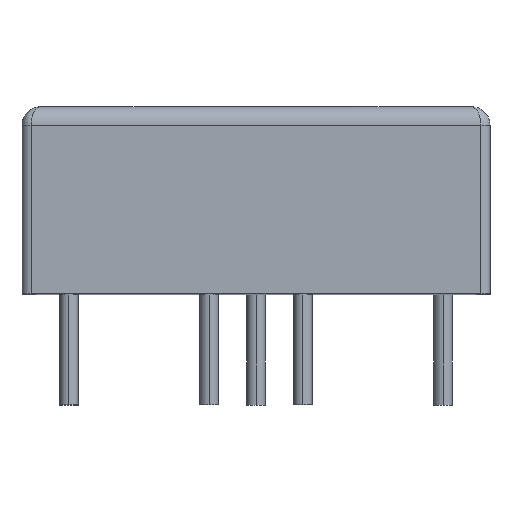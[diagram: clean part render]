
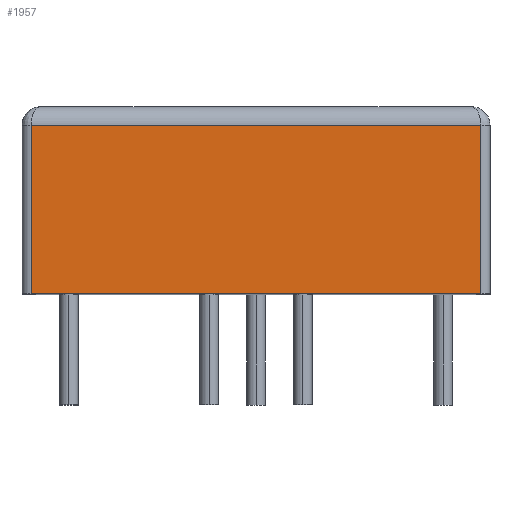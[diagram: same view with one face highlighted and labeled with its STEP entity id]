
A CAD part, top view. The second image highlights one B-rep face of the part: STEP entity #1957.
In plain terms, the highlighted face is planar.
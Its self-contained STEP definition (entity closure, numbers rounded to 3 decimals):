
#38 = ORIENTED_EDGE ( 'NONE', *, *, #545, .T. ) ;
#121 = ORIENTED_EDGE ( 'NONE', *, *, #955, .T. ) ;
#235 = CARTESIAN_POINT ( 'NONE',  ( -12.2, 10.16, -12.7 ) ) ;
#262 = DIRECTION ( 'NONE',  ( 0., 1., 0. ) ) ;
#264 = FACE_OUTER_BOUND ( 'NONE', #1679, .T. ) ;
#387 = VECTOR ( 'NONE', #1877, 1000. ) ;
#410 = CARTESIAN_POINT ( 'NONE',  ( 12.2, 10.16, -12.7 ) ) ;
#435 = CARTESIAN_POINT ( 'NONE',  ( 12.2, 9.16, -12.7 ) ) ;
#456 = ORIENTED_EDGE ( 'NONE', *, *, #1086, .T. ) ;
#470 = CARTESIAN_POINT ( 'NONE',  ( -12.7, 0., -12.7 ) ) ;
#545 = EDGE_CURVE ( 'NONE', #1087, #2018, #697, .T. ) ;
#570 = LINE ( 'NONE', #470, #1383 ) ;
#627 = DIRECTION ( 'NONE',  ( -1., 0., 0. ) ) ;
#697 = LINE ( 'NONE', #235, #890 ) ;
#728 = ORIENTED_EDGE ( 'NONE', *, *, #965, .T. ) ;
#866 = CARTESIAN_POINT ( 'NONE',  ( -12.2, 9.16, -12.7 ) ) ;
#890 = VECTOR ( 'NONE', #262, 1000. ) ;
#955 = EDGE_CURVE ( 'NONE', #2018, #1058, #1204, .T. ) ;
#965 = EDGE_CURVE ( 'NONE', #1578, #1087, #570, .T. ) ;
#1043 = CARTESIAN_POINT ( 'NONE',  ( -12.7, 10.16, -12.7 ) ) ;
#1058 = VERTEX_POINT ( 'NONE', #435 ) ;
#1086 = EDGE_CURVE ( 'NONE', #1058, #1578, #1202, .T. ) ;
#1087 = VERTEX_POINT ( 'NONE', #1434 ) ;
#1202 = LINE ( 'NONE', #410, #387 ) ;
#1204 = LINE ( 'NONE', #1282, #1870 ) ;
#1282 = CARTESIAN_POINT ( 'NONE',  ( -12.7, 9.16, -12.7 ) ) ;
#1359 = PLANE ( 'NONE',  #2008 ) ;
#1383 = VECTOR ( 'NONE', #627, 1000. ) ;
#1434 = CARTESIAN_POINT ( 'NONE',  ( -12.2, 0., -12.7 ) ) ;
#1578 = VERTEX_POINT ( 'NONE', #1901 ) ;
#1601 = DIRECTION ( 'NONE',  ( 1., 0., 0. ) ) ;
#1679 = EDGE_LOOP ( 'NONE', ( #121, #456, #728, #38 ) ) ;
#1870 = VECTOR ( 'NONE', #1601, 1000. ) ;
#1877 = DIRECTION ( 'NONE',  ( 0., -1., 0. ) ) ;
#1901 = CARTESIAN_POINT ( 'NONE',  ( 12.2, 0., -12.7 ) ) ;
#1957 = ADVANCED_FACE ( 'NONE', ( #264 ), #1359, .F. ) ;
#2008 = AXIS2_PLACEMENT_3D ( 'NONE', #1043, #2035, #2043 ) ;
#2018 = VERTEX_POINT ( 'NONE', #866 ) ;
#2035 = DIRECTION ( 'NONE',  ( 0., 0., 1. ) ) ;
#2043 = DIRECTION ( 'NONE',  ( 1., 0., 0. ) ) ;
